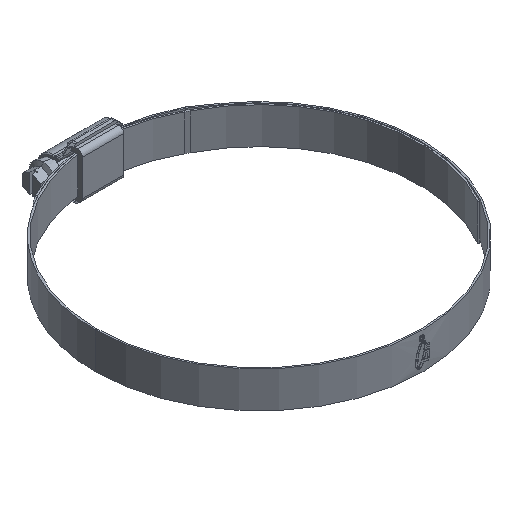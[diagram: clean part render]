
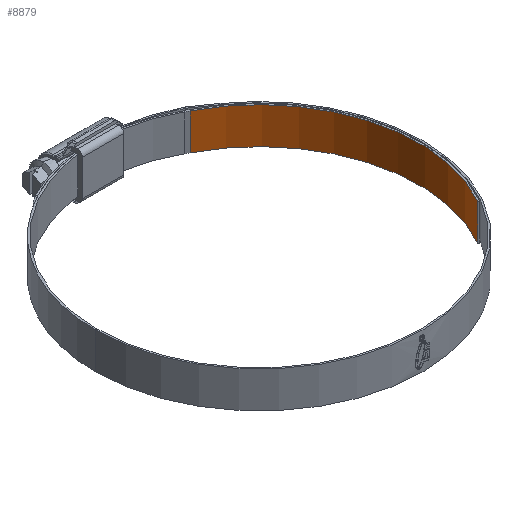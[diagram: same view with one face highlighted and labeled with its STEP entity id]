
A CAD part, isometric view. The second image highlights one B-rep face of the part: STEP entity #8879.
In plain terms, the highlighted cylindrical face has radius 70 mm (diameter 140 mm), a partial arc.
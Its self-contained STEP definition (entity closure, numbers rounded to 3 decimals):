
#394 = AXIS2_PLACEMENT_3D ( 'NONE', #5051, #4009, #6366 ) ;
#428 = CARTESIAN_POINT ( 'NONE',  ( 32., 62.258, 7.95 ) ) ;
#773 = ORIENTED_EDGE ( 'NONE', *, *, #7299, .T. ) ;
#803 = CARTESIAN_POINT ( 'NONE',  ( 60.622, -35., 7.95 ) ) ;
#1640 = EDGE_CURVE ( 'NONE', #7873, #6450, #6062, .T. ) ;
#1759 = CYLINDRICAL_SURFACE ( 'NONE', #394, 70. ) ;
#2687 = ORIENTED_EDGE ( 'NONE', *, *, #1640, .F. ) ;
#2827 = ORIENTED_EDGE ( 'NONE', *, *, #8617, .T. ) ;
#2843 = CIRCLE ( 'NONE', #5482, 70. ) ;
#2900 = VERTEX_POINT ( 'NONE', #428 ) ;
#2953 = AXIS2_PLACEMENT_3D ( 'NONE', #3096, #5463, #3857 ) ;
#3088 = EDGE_LOOP ( 'NONE', ( #2687, #7690, #773, #2827 ) ) ;
#3096 = CARTESIAN_POINT ( 'NONE',  ( 0., 0., -7.95 ) ) ;
#3697 = LINE ( 'NONE', #7553, #3806 ) ;
#3806 = VECTOR ( 'NONE', #8395, 1000. ) ;
#3857 = DIRECTION ( 'NONE',  ( 1., 0., 0. ) ) ;
#4009 = DIRECTION ( 'NONE',  ( 0., 0., -1. ) ) ;
#4727 = DIRECTION ( 'NONE',  ( 1., 0., 0. ) ) ;
#5011 = VERTEX_POINT ( 'NONE', #803 ) ;
#5051 = CARTESIAN_POINT ( 'NONE',  ( 0., 0., 7.95 ) ) ;
#5463 = DIRECTION ( 'NONE',  ( 0., 0., 1. ) ) ;
#5482 = AXIS2_PLACEMENT_3D ( 'NONE', #7192, #5544, #4727 ) ;
#5490 = EDGE_CURVE ( 'NONE', #5011, #7873, #3697, .T. ) ;
#5504 = CARTESIAN_POINT ( 'NONE',  ( 60.622, -35., -7.95 ) ) ;
#5544 = DIRECTION ( 'NONE',  ( 0., 0., 1. ) ) ;
#6062 = CIRCLE ( 'NONE', #2953, 70. ) ;
#6366 = DIRECTION ( 'NONE',  ( -1., 0., 0. ) ) ;
#6450 = VERTEX_POINT ( 'NONE', #7854 ) ;
#7172 = CARTESIAN_POINT ( 'NONE',  ( 32., 62.258, 7.95 ) ) ;
#7192 = CARTESIAN_POINT ( 'NONE',  ( 0., 0., 7.95 ) ) ;
#7254 = FACE_OUTER_BOUND ( 'NONE', #3088, .T. ) ;
#7299 = EDGE_CURVE ( 'NONE', #5011, #2900, #2843, .T. ) ;
#7553 = CARTESIAN_POINT ( 'NONE',  ( 60.622, -35., 7.95 ) ) ;
#7690 = ORIENTED_EDGE ( 'NONE', *, *, #5490, .F. ) ;
#7739 = LINE ( 'NONE', #7172, #8306 ) ;
#7854 = CARTESIAN_POINT ( 'NONE',  ( 32., 62.258, -7.95 ) ) ;
#7873 = VERTEX_POINT ( 'NONE', #5504 ) ;
#7892 = DIRECTION ( 'NONE',  ( 0., 0., -1. ) ) ;
#8306 = VECTOR ( 'NONE', #7892, 1000. ) ;
#8395 = DIRECTION ( 'NONE',  ( 0., 0., -1. ) ) ;
#8617 = EDGE_CURVE ( 'NONE', #2900, #6450, #7739, .T. ) ;
#8879 = ADVANCED_FACE ( 'NONE', ( #7254 ), #1759, .F. ) ;
